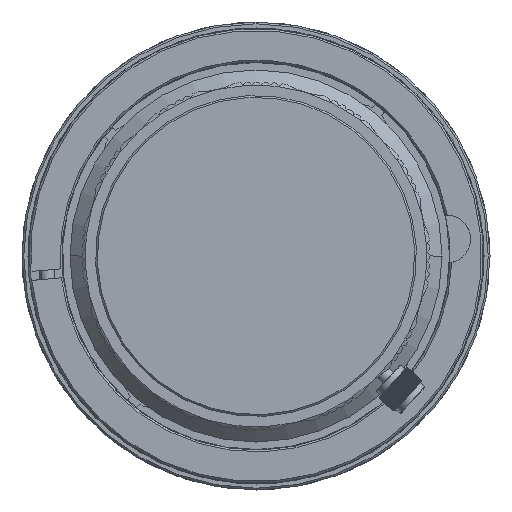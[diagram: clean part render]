
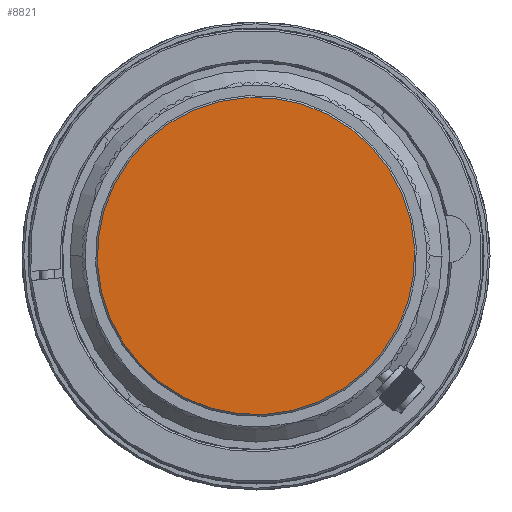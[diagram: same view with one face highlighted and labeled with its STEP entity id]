
A CAD part, left-side view. The second image highlights one B-rep face of the part: STEP entity #8821.
In plain terms, the highlighted planar face has unit normal (-1, 0, 0).
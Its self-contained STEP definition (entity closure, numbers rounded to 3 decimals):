
#52 = VERTEX_POINT ( 'NONE', #59314 ) ;
#1160 = VERTEX_POINT ( 'NONE', #2184 ) ;
#2184 = CARTESIAN_POINT ( 'NONE',  ( 0., 0., -26.45 ) ) ;
#8821 = ADVANCED_FACE ( 'NONE', ( #35428 ), #32068, .F. ) ;
#10598 = DIRECTION ( 'NONE',  ( -1., 0., 0. ) ) ;
#11302 = EDGE_CURVE ( 'NONE', #1160, #52, #39664, .T. ) ;
#11728 = CIRCLE ( 'NONE', #18407, 26.45 ) ;
#18407 = AXIS2_PLACEMENT_3D ( 'NONE', #45697, #55031, #26041 ) ;
#19370 = EDGE_LOOP ( 'NONE', ( #32811, #54311 ) ) ;
#26041 = DIRECTION ( 'NONE',  ( 0., 0., -1. ) ) ;
#30094 = AXIS2_PLACEMENT_3D ( 'NONE', #36776, #46344, #41775 ) ;
#30185 = EDGE_CURVE ( 'NONE', #52, #1160, #11728, .T. ) ;
#32068 = PLANE ( 'NONE',  #30094 ) ;
#32811 = ORIENTED_EDGE ( 'NONE', *, *, #11302, .T. ) ;
#33696 = DIRECTION ( 'NONE',  ( 0., 0., -1. ) ) ;
#35428 = FACE_OUTER_BOUND ( 'NONE', #19370, .T. ) ;
#36776 = CARTESIAN_POINT ( 'NONE',  ( 0., 0., 0. ) ) ;
#39664 = CIRCLE ( 'NONE', #52411, 26.45 ) ;
#41775 = DIRECTION ( 'NONE',  ( 0., 0., -1. ) ) ;
#45697 = CARTESIAN_POINT ( 'NONE',  ( 0., 0., 0. ) ) ;
#46344 = DIRECTION ( 'NONE',  ( 1., 0., 0. ) ) ;
#52411 = AXIS2_PLACEMENT_3D ( 'NONE', #57302, #10598, #33696 ) ;
#54311 = ORIENTED_EDGE ( 'NONE', *, *, #30185, .T. ) ;
#55031 = DIRECTION ( 'NONE',  ( -1., 0., 0. ) ) ;
#57302 = CARTESIAN_POINT ( 'NONE',  ( 0., 0., 0. ) ) ;
#59314 = CARTESIAN_POINT ( 'NONE',  ( 0., 0., 26.45 ) ) ;
